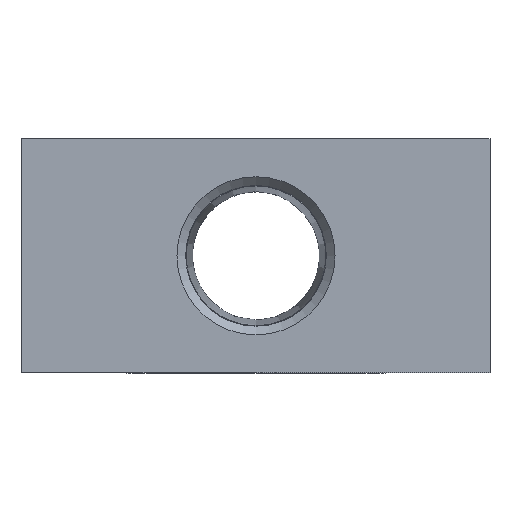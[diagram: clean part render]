
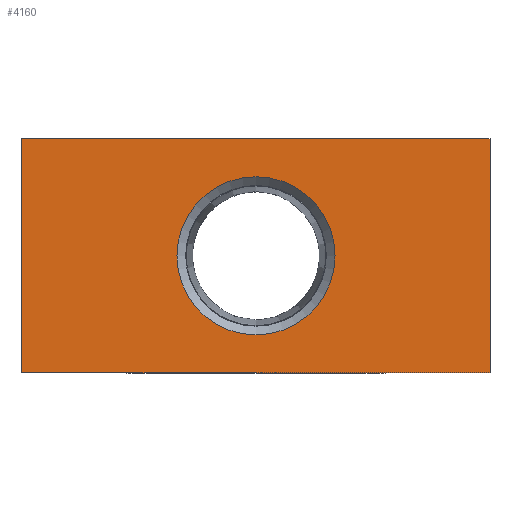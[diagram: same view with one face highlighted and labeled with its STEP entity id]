
A CAD part, front view. The second image highlights one B-rep face of the part: STEP entity #4160.
In plain terms, the highlighted planar face has unit normal (0, -1, 0).
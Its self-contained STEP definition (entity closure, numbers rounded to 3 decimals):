
#308=LINE('',#5930,#676);
#311=LINE('',#5939,#679);
#317=LINE('',#5950,#685);
#319=LINE('',#5953,#687);
#676=VECTOR('',#4892,1000.);
#679=VECTOR('',#4905,1000.);
#685=VECTOR('',#4913,1000.);
#687=VECTOR('',#4917,1000.);
#855=PLANE('',#4348);
#1390=ORIENTED_EDGE('',*,*,#2103,.F.);
#1391=ORIENTED_EDGE('',*,*,#2076,.F.);
#1392=ORIENTED_EDGE('',*,*,#2073,.F.);
#1393=ORIENTED_EDGE('',*,*,#2082,.F.);
#1394=ORIENTED_EDGE('',*,*,#2084,.F.);
#2073=EDGE_CURVE('',#2432,#2433,#308,.T.);
#2076=EDGE_CURVE('',#2433,#2434,#311,.T.);
#2082=EDGE_CURVE('',#2437,#2432,#317,.T.);
#2084=EDGE_CURVE('',#2434,#2437,#319,.T.);
#2103=EDGE_CURVE('',#2445,#2445,#2503,.T.);
#2432=VERTEX_POINT('',#5929);
#2433=VERTEX_POINT('',#5931);
#2434=VERTEX_POINT('',#5940);
#2437=VERTEX_POINT('',#5949);
#2445=VERTEX_POINT('',#5987);
#2503=CIRCLE('',#4349,10.478);
#2605=EDGE_LOOP('',(#1390));
#2606=EDGE_LOOP('',(#1391,#1392,#1393,#1394));
#2805=FACE_BOUND('',#2605,.T.);
#2806=FACE_BOUND('',#2606,.T.);
#4160=ADVANCED_FACE('',(#2805,#2806),#855,.F.);
#4348=AXIS2_PLACEMENT_3D('',#5985,#4949,#4950);
#4349=AXIS2_PLACEMENT_3D('',#5986,#4951,#4952);
#4892=DIRECTION('',(-1.,0.,0.));
#4905=DIRECTION('',(0.,0.,1.));
#4913=DIRECTION('',(0.,0.,-1.));
#4917=DIRECTION('',(1.,0.,0.));
#4949=DIRECTION('',(0.,1.,0.));
#4950=DIRECTION('',(0.,0.,1.));
#4951=DIRECTION('',(0.,-1.,0.));
#4952=DIRECTION('',(0.,0.,-1.));
#5929=CARTESIAN_POINT('',(31.,0.,-15.5));
#5930=CARTESIAN_POINT('',(31.,0.,-15.5));
#5931=CARTESIAN_POINT('',(-31.,0.,-15.5));
#5939=CARTESIAN_POINT('',(-31.,0.,-15.5));
#5940=CARTESIAN_POINT('',(-31.,0.,15.5));
#5949=CARTESIAN_POINT('',(31.,0.,15.5));
#5950=CARTESIAN_POINT('',(31.,0.,15.5));
#5953=CARTESIAN_POINT('',(-31.,0.,15.5));
#5985=CARTESIAN_POINT('',(0.,0.,0.));
#5986=CARTESIAN_POINT('',(0.,0.,0.));
#5987=CARTESIAN_POINT('',(0.,0.,-10.478));
